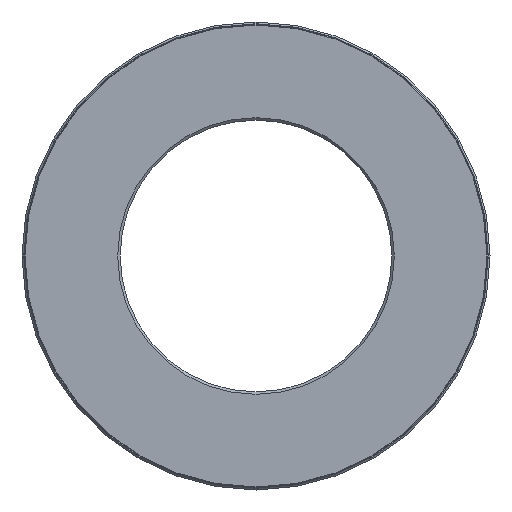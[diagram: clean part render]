
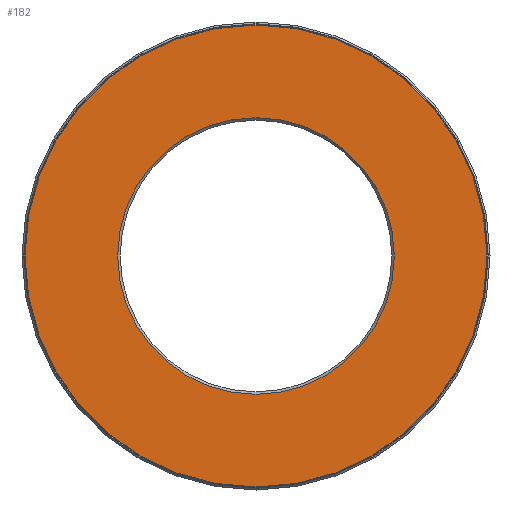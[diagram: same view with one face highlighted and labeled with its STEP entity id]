
A CAD part, front view. The second image highlights one B-rep face of the part: STEP entity #182.
In plain terms, the highlighted planar face has unit normal (0, -1, 0).
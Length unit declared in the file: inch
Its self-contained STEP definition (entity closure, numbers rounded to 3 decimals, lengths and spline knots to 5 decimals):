
#11 = DIRECTION ( 'NONE',  ( 0., 1., 0. ) ) ;
#28 = AXIS2_PLACEMENT_3D ( 'NONE', #521, #386, #59 ) ;
#44 = CARTESIAN_POINT ( 'NONE',  ( 0., 0., 1.9125 ) ) ;
#57 = AXIS2_PLACEMENT_3D ( 'NONE', #99, #419, #142 ) ;
#59 = DIRECTION ( 'NONE',  ( 0., 0., 1. ) ) ;
#99 = CARTESIAN_POINT ( 'NONE',  ( 0., 0., 0. ) ) ;
#103 = EDGE_CURVE ( 'NONE', #207, #207, #479, .T. ) ;
#130 = ORIENTED_EDGE ( 'NONE', *, *, #103, .T. ) ;
#142 = DIRECTION ( 'NONE',  ( 0., 0., 1. ) ) ;
#182 = ADVANCED_FACE ( 'NONE', ( #513, #411 ), #424, .F. ) ;
#194 = CIRCLE ( 'NONE', #57, 1.9125 ) ;
#204 = EDGE_CURVE ( 'NONE', #407, #407, #194, .T. ) ;
#207 = VERTEX_POINT ( 'NONE', #498 ) ;
#208 = EDGE_LOOP ( 'NONE', ( #130 ) ) ;
#230 = ORIENTED_EDGE ( 'NONE', *, *, #204, .F. ) ;
#244 = CARTESIAN_POINT ( 'NONE',  ( 0., 0., 0. ) ) ;
#379 = DIRECTION ( 'NONE',  ( 0., 0., 1. ) ) ;
#386 = DIRECTION ( 'NONE',  ( 0., 1., 0. ) ) ;
#407 = VERTEX_POINT ( 'NONE', #44 ) ;
#411 = FACE_BOUND ( 'NONE', #208, .T. ) ;
#419 = DIRECTION ( 'NONE',  ( 0., 1., 0. ) ) ;
#424 = PLANE ( 'NONE',  #507 ) ;
#461 = EDGE_LOOP ( 'NONE', ( #230 ) ) ;
#479 = CIRCLE ( 'NONE', #28, 1.145 ) ;
#498 = CARTESIAN_POINT ( 'NONE',  ( 0., 0., 1.145 ) ) ;
#507 = AXIS2_PLACEMENT_3D ( 'NONE', #244, #11, #379 ) ;
#513 = FACE_OUTER_BOUND ( 'NONE', #461, .T. ) ;
#521 = CARTESIAN_POINT ( 'NONE',  ( 0., 0., 0. ) ) ;
